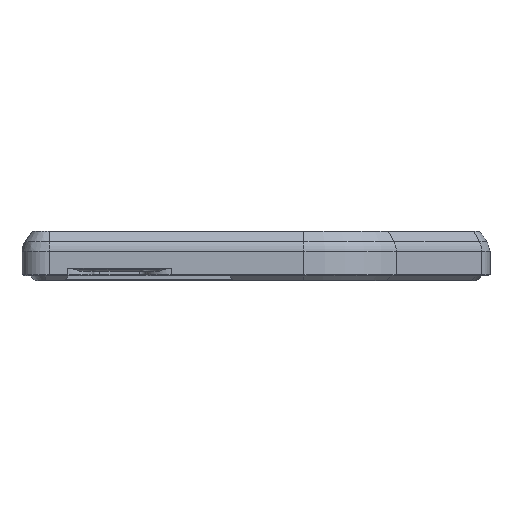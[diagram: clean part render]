
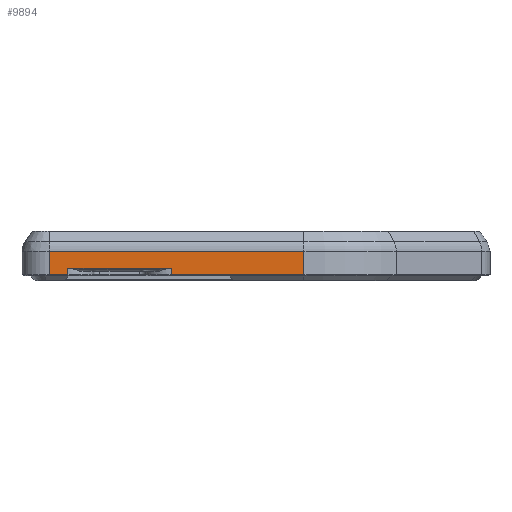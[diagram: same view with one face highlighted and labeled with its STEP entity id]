
A CAD part, left-side view. The second image highlights one B-rep face of the part: STEP entity #9894.
In plain terms, the highlighted planar face has unit normal (-1, 0, 0).
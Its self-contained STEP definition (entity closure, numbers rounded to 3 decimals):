
#900=LINE('',#16102,#1896);
#1081=LINE('',#16607,#2077);
#1110=LINE('',#16717,#2106);
#1117=LINE('',#16737,#2113);
#1119=LINE('',#16746,#2115);
#1127=LINE('',#16766,#2123);
#1128=LINE('',#16772,#2124);
#1129=LINE('',#16773,#2125);
#1896=VECTOR('',#12873,10.);
#2077=VECTOR('',#13258,10.);
#2106=VECTOR('',#13369,10.);
#2113=VECTOR('',#13384,10.);
#2115=VECTOR('',#13398,10.);
#2123=VECTOR('',#13414,10.);
#2124=VECTOR('',#13425,10.);
#2125=VECTOR('',#13426,10.);
#2475=PLANE('',#10856);
#2923=FACE_OUTER_BOUND('',#3486,.T.);
#3486=EDGE_LOOP('',(#8660,#8661,#8662,#8663,#8664,#8665,#8666,#8667));
#4869=VERTEX_POINT('',#16092);
#4872=VERTEX_POINT('',#16099);
#5011=VERTEX_POINT('',#16603);
#5013=VERTEX_POINT('',#16606);
#5037=VERTEX_POINT('',#16713);
#5038=VERTEX_POINT('',#16715);
#5044=VERTEX_POINT('',#16733);
#5045=VERTEX_POINT('',#16745);
#6061=EDGE_CURVE('',#4869,#4872,#900,.T.);
#6284=EDGE_CURVE('',#5013,#5011,#1081,.T.);
#6332=EDGE_CURVE('',#5038,#5037,#1110,.T.);
#6341=EDGE_CURVE('',#5044,#4869,#1117,.T.);
#6345=EDGE_CURVE('',#5013,#5045,#1119,.T.);
#6355=EDGE_CURVE('',#5045,#5038,#1127,.T.);
#6358=EDGE_CURVE('',#4872,#5011,#1128,.T.);
#6359=EDGE_CURVE('',#5037,#5044,#1129,.T.);
#8660=ORIENTED_EDGE('',*,*,#6355,.F.);
#8661=ORIENTED_EDGE('',*,*,#6345,.F.);
#8662=ORIENTED_EDGE('',*,*,#6284,.T.);
#8663=ORIENTED_EDGE('',*,*,#6358,.F.);
#8664=ORIENTED_EDGE('',*,*,#6061,.F.);
#8665=ORIENTED_EDGE('',*,*,#6341,.F.);
#8666=ORIENTED_EDGE('',*,*,#6359,.F.);
#8667=ORIENTED_EDGE('',*,*,#6332,.F.);
#9894=ADVANCED_FACE('',(#2923),#2475,.T.);
#10856=AXIS2_PLACEMENT_3D('',#16771,#13423,#13424);
#12873=DIRECTION('',(0.,0.,1.));
#13258=DIRECTION('',(0.,0.,1.));
#13369=DIRECTION('',(0.,1.,0.));
#13384=DIRECTION('',(0.,1.,0.));
#13398=DIRECTION('',(0.,1.,0.));
#13414=DIRECTION('',(0.,0.,1.));
#13423=DIRECTION('center_axis',(-1.,0.,0.));
#13424=DIRECTION('ref_axis',(0.,-1.,0.));
#13425=DIRECTION('',(0.,-1.,0.));
#13426=DIRECTION('',(0.,0.,-1.));
#16092=CARTESIAN_POINT('',(-6.,-3.,6.4));
#16099=CARTESIAN_POINT('',(-6.,-3.,13.139));
#16102=CARTESIAN_POINT('',(-6.,-3.,0.));
#16603=CARTESIAN_POINT('',(-6.,-77.,13.139));
#16606=CARTESIAN_POINT('',(-6.,-77.,6.4));
#16607=CARTESIAN_POINT('',(-6.,-77.,0.));
#16713=CARTESIAN_POINT('',(-6.,-8.373,8.166));
#16715=CARTESIAN_POINT('',(-6.,-38.373,8.166));
#16717=CARTESIAN_POINT('',(-6.,-9.436,8.166));
#16733=CARTESIAN_POINT('',(-6.,-8.373,6.4));
#16737=CARTESIAN_POINT('',(-6.,-33.033,6.4));
#16745=CARTESIAN_POINT('',(-6.,-38.373,6.4));
#16746=CARTESIAN_POINT('',(-6.,-33.033,6.4));
#16766=CARTESIAN_POINT('',(-6.,-38.373,3.883));
#16771=CARTESIAN_POINT('Origin',(-6.,-3.,0.));
#16772=CARTESIAN_POINT('',(-6.,-18.017,13.139));
#16773=CARTESIAN_POINT('',(-6.,-8.373,1.883));
